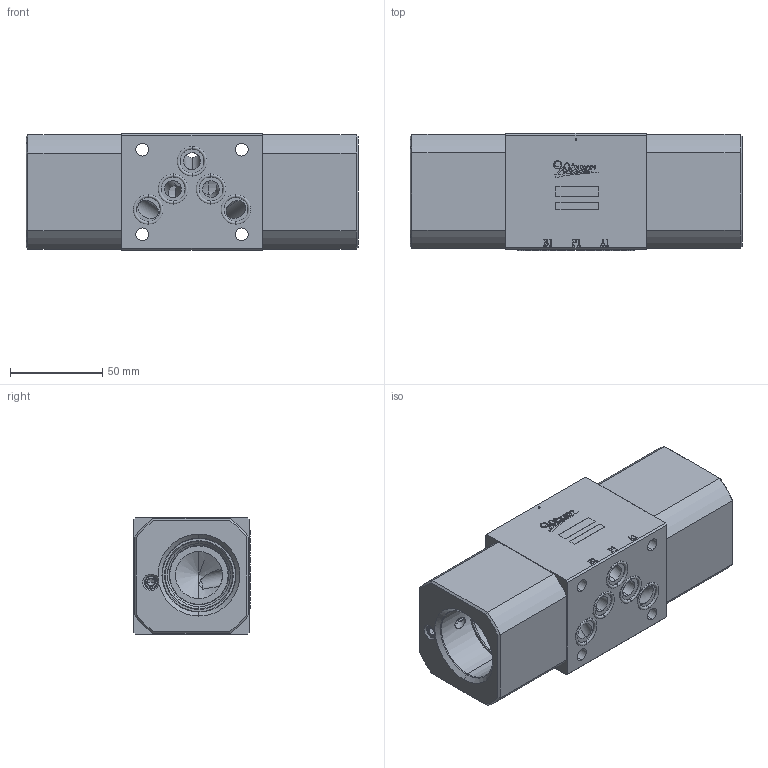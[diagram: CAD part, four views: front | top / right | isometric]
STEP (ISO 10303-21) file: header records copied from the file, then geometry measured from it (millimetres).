
FILE_DESCRIPTION (( 'STEP AP203' ), '1' );
FILE_NAME ('MH05CDH-17A3-17A3-Z03.STEP', '2025-01-10T02:32:48', ( 'user' ), ( '' ), 'SwSTEP 2.0', 'SolidWorks 2018', '' );
FILE_SCHEMA (( 'CONFIG_CONTROL_DESIGN' ));
Length unit declared in the file: millimetre
Products named in the file (4): 4KAA014AA001_組合用(13.02); MH05CDH-17A3-17A3-Z03; 5DBP00A002; 6EC05060CDHXXN001
Assembly tree (8 placements, depth 2):
  MH05CDH-17A3-17A3-Z03
    4KAA014AA001_組合用(13.02)  x5
    5DBP00A002  x2
    6EC05060CDHXXN001
Bounding box: 180.2 x 63.48 x 63 mm (x, y, z)
Volume: 488883.8 mm3; surface area: 86385.2 mm2
Topology: 8 solids, 8 shells, 638 faces, 1692 edges, 1071 vertices
Faces by surface type: cylinder 258, plane 200, cone 101, bspline 51, torus 28
Entity records: 24025 total; most frequent: CARTESIAN_POINT 9207, ORIENTED_EDGE 3100, DIRECTION 2866, EDGE_CURVE 1550, AXIS2_PLACEMENT_3D 1045, VERTEX_POINT 998, LINE 776, VECTOR 776
